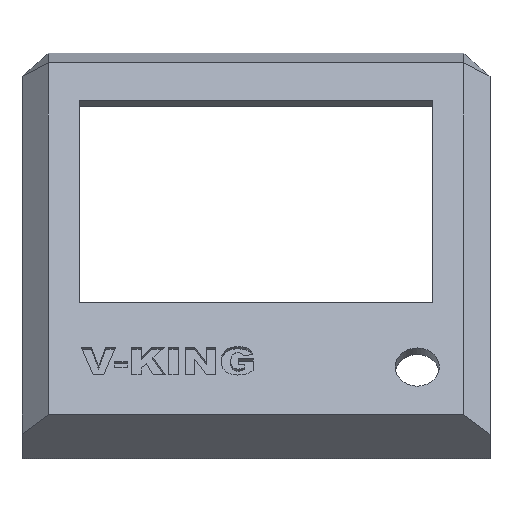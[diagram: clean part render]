
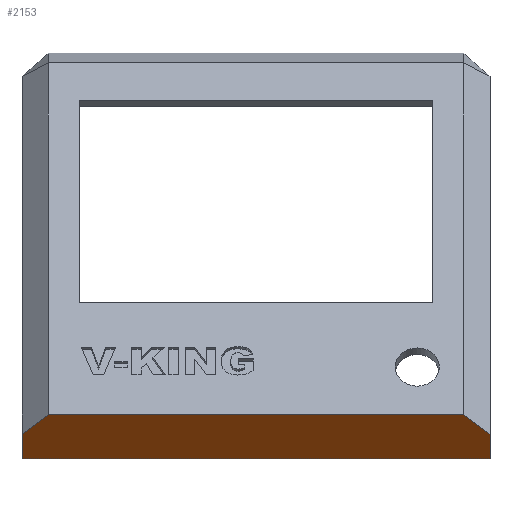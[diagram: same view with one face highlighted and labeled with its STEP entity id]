
A CAD part, left-side view. The second image highlights one B-rep face of the part: STEP entity #2153.
In plain terms, the highlighted planar face has unit normal (-0.707, 0, -0.707).
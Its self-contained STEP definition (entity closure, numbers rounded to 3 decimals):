
#195=FACE_OUTER_BOUND('',#316,.T.);
#316=EDGE_LOOP('',(#1946,#1947,#1948,#1949,#1950,#1951));
#347=LINE('',#2778,#610);
#558=LINE('',#3608,#821);
#572=LINE('',#3638,#835);
#575=LINE('',#3645,#838);
#578=LINE('',#3649,#841);
#579=LINE('',#3651,#842);
#610=VECTOR('',#2306,10.);
#821=VECTOR('',#2665,10.);
#835=VECTOR('',#2697,10.);
#838=VECTOR('',#2704,10.);
#841=VECTOR('',#2709,10.);
#842=VECTOR('',#2712,10.);
#867=VERTEX_POINT('',#2775);
#868=VERTEX_POINT('',#2777);
#1033=VERTEX_POINT('',#3606);
#1040=VERTEX_POINT('',#3637);
#1041=VERTEX_POINT('',#3643);
#1042=VERTEX_POINT('',#3644);
#1073=EDGE_CURVE('',#867,#868,#347,.T.);
#1324=EDGE_CURVE('',#1033,#867,#558,.T.);
#1338=EDGE_CURVE('',#1040,#1033,#572,.T.);
#1341=EDGE_CURVE('',#1041,#1042,#575,.T.);
#1344=EDGE_CURVE('',#868,#1041,#578,.T.);
#1345=EDGE_CURVE('',#1040,#1042,#579,.T.);
#1946=ORIENTED_EDGE('',*,*,#1341,.F.);
#1947=ORIENTED_EDGE('',*,*,#1344,.F.);
#1948=ORIENTED_EDGE('',*,*,#1073,.F.);
#1949=ORIENTED_EDGE('',*,*,#1324,.F.);
#1950=ORIENTED_EDGE('',*,*,#1338,.F.);
#1951=ORIENTED_EDGE('',*,*,#1345,.T.);
#2042=PLANE('',#2261);
#2153=ADVANCED_FACE('',(#195),#2042,.T.);
#2261=AXIS2_PLACEMENT_3D('',#3652,#2713,#2714);
#2306=DIRECTION('',(0.,1.,0.));
#2665=DIRECTION('',(0.707,0.,-0.707));
#2697=DIRECTION('',(0.509,-0.695,-0.509));
#2704=DIRECTION('',(-0.509,-0.695,0.509));
#2709=DIRECTION('',(-0.707,0.,0.707));
#2712=DIRECTION('',(0.,1.,0.));
#2713=DIRECTION('center_axis',(-0.707,0.,-0.707));
#2714=DIRECTION('ref_axis',(-0.707,0.,0.707));
#2775=CARTESIAN_POINT('',(-3.,-53.,20.));
#2777=CARTESIAN_POINT('',(-3.,53.,20.));
#2778=CARTESIAN_POINT('',(-3.,0.,20.));
#3606=CARTESIAN_POINT('',(-8.608,-53.,25.608));
#3608=CARTESIAN_POINT('',(-3.,-53.,20.));
#3637=CARTESIAN_POINT('',(-13.,-47.,30.));
#3638=CARTESIAN_POINT('',(-18.714,-39.194,35.714));
#3643=CARTESIAN_POINT('',(-8.608,53.,25.608));
#3644=CARTESIAN_POINT('',(-13.,47.,30.));
#3645=CARTESIAN_POINT('',(-18.714,39.194,35.714));
#3649=CARTESIAN_POINT('',(-3.,53.,20.));
#3651=CARTESIAN_POINT('',(-13.,0.,30.));
#3652=CARTESIAN_POINT('Origin',(-3.,0.,20.));
